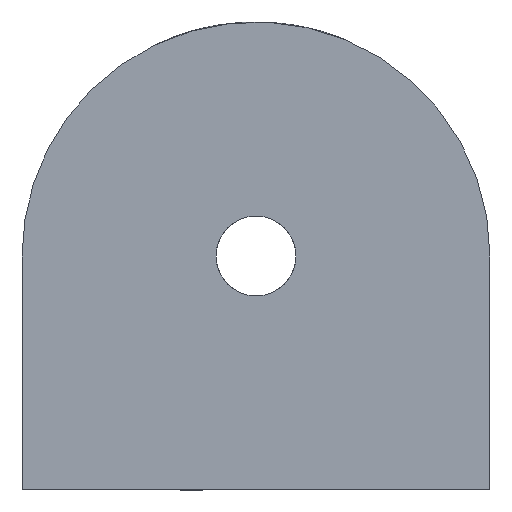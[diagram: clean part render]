
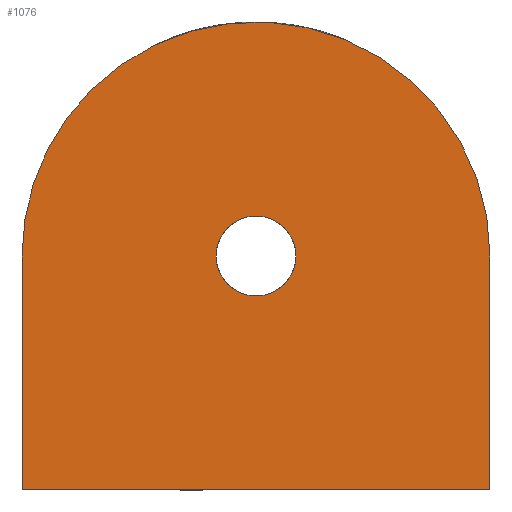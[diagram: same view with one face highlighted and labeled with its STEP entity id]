
A CAD part, left-side view. The second image highlights one B-rep face of the part: STEP entity #1076.
In plain terms, the highlighted planar face has unit normal (-1, 0, 0).
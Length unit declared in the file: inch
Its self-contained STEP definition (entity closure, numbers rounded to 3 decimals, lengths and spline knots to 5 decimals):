
#137=CARTESIAN_POINT('',(-0.75,0.53033,1.28033));
#138=VERTEX_POINT('',#137);
#154=CARTESIAN_POINT('',(-0.75,0.75,0.75));
#155=VERTEX_POINT('',#154);
#162=CARTESIAN_POINT('',(-0.75,0.,0.75));
#163=DIRECTION('',(1.,0.,0.));
#164=DIRECTION('',(0.,-0.707,0.707));
#165=AXIS2_PLACEMENT_3D('',#162,#163,#164);
#166=CIRCLE('',#165,0.75);
#167=EDGE_CURVE('',#155,#138,#166,.T.);
#177=CARTESIAN_POINT('',(-0.75,0.128,0.75));
#178=VERTEX_POINT('',#177);
#187=CARTESIAN_POINT('',(-0.75,-0.128,0.75));
#188=VERTEX_POINT('',#187);
#189=CARTESIAN_POINT('',(-0.75,0.,0.75));
#190=DIRECTION('',(1.0,0.0,0.0));
#191=DIRECTION('',(0.0,1.0,0.0));
#192=AXIS2_PLACEMENT_3D('',#189,#190,#191);
#193=CIRCLE('',#192,0.128);
#194=EDGE_CURVE('',#188,#178,#193,.T.);
#896=CARTESIAN_POINT('',(-0.75,0.,0.75));
#897=DIRECTION('',(1.0,0.0,0.0));
#898=DIRECTION('',(0.0,1.0,0.0));
#899=AXIS2_PLACEMENT_3D('',#896,#897,#898);
#900=CIRCLE('',#899,0.128);
#901=EDGE_CURVE('',#178,#188,#900,.T.);
#956=CARTESIAN_POINT('',(-0.75,-0.75,0.75));
#957=VERTEX_POINT('',#956);
#958=CARTESIAN_POINT('',(-0.75,0.,0.75));
#959=DIRECTION('',(1.,0.,0.));
#960=DIRECTION('',(0.,-0.707,0.707));
#961=AXIS2_PLACEMENT_3D('',#958,#959,#960);
#962=CIRCLE('',#961,0.75);
#963=EDGE_CURVE('',#138,#957,#962,.T.);
#994=CARTESIAN_POINT('',(-0.75,0.75,0.));
#995=VERTEX_POINT('',#994);
#1002=CARTESIAN_POINT('',(-0.75,0.75,0.));
#1003=DIRECTION('',(0.0,0.0,1.0));
#1004=VECTOR('',#1003,0.75);
#1005=LINE('',#1002,#1004);
#1006=EDGE_CURVE('',#995,#155,#1005,.T.);
#1017=CARTESIAN_POINT('',(-0.75,-0.75,0.));
#1018=VERTEX_POINT('',#1017);
#1019=CARTESIAN_POINT('',(-0.75,-0.75,0.75));
#1020=DIRECTION('',(0.0,0.0,-1.0));
#1021=VECTOR('',#1020,0.75);
#1022=LINE('',#1019,#1021);
#1023=EDGE_CURVE('',#957,#1018,#1022,.T.);
#1040=CARTESIAN_POINT('',(-0.75,-0.75,0.));
#1041=DIRECTION('',(0.0,1.0,0.0));
#1042=VECTOR('',#1041,1.5);
#1043=LINE('',#1040,#1042);
#1044=EDGE_CURVE('',#1018,#995,#1043,.T.);
#1060=CARTESIAN_POINT('',(-0.75,0.75,0.));
#1061=DIRECTION('',(-1.0,0.0,0.0));
#1062=DIRECTION('',(0.0,-1.0,0.0));
#1063=AXIS2_PLACEMENT_3D('',#1060,#1061,#1062);
#1064=PLANE('',#1063);
#1065=ORIENTED_EDGE('',*,*,#167,.F.);
#1066=ORIENTED_EDGE('',*,*,#1006,.F.);
#1067=ORIENTED_EDGE('',*,*,#1044,.F.);
#1068=ORIENTED_EDGE('',*,*,#1023,.F.);
#1069=ORIENTED_EDGE('',*,*,#963,.F.);
#1070=EDGE_LOOP('',(#1065,#1066,#1067,#1068,#1069));
#1071=FACE_OUTER_BOUND('',#1070,.T.);
#1072=ORIENTED_EDGE('',*,*,#901,.T.);
#1073=ORIENTED_EDGE('',*,*,#194,.T.);
#1074=EDGE_LOOP('',(#1072,#1073));
#1075=FACE_BOUND('',#1074,.T.);
#1076=ADVANCED_FACE('',(#1071,#1075),#1064,.T.);
